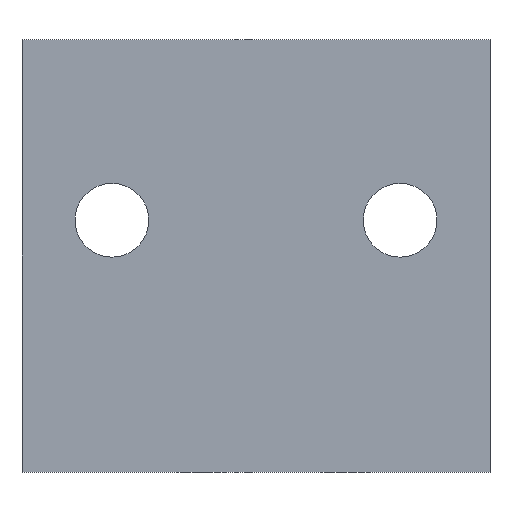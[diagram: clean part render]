
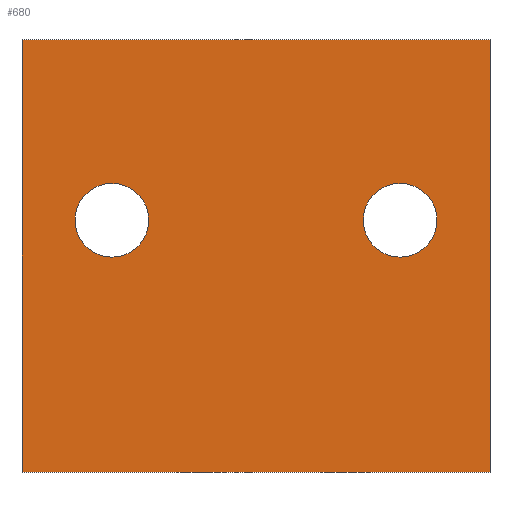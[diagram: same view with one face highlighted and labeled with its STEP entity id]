
A CAD part, front view. The second image highlights one B-rep face of the part: STEP entity #680.
In plain terms, the highlighted planar face has unit normal (0, -1, 0).
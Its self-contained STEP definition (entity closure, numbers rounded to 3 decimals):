
#25 = VECTOR ( 'NONE', #142, 1000. ) ;
#27 = CARTESIAN_POINT ( 'NONE',  ( 0., 0., 37.5 ) ) ;
#37 = CARTESIAN_POINT ( 'NONE',  ( 7.8, 0., 18.65 ) ) ;
#50 = CIRCLE ( 'NONE', #123, 3.2 ) ;
#53 = CARTESIAN_POINT ( 'NONE',  ( 7.8, 0., 21.85 ) ) ;
#73 = CARTESIAN_POINT ( 'NONE',  ( 7.8, 0., 25.05 ) ) ;
#85 = PLANE ( 'NONE',  #99 ) ;
#90 = CARTESIAN_POINT ( 'NONE',  ( 32.8, 0., 18.65 ) ) ;
#92 = EDGE_LOOP ( 'NONE', ( #100, #412, #403, #228 ) ) ;
#93 = DIRECTION ( 'NONE',  ( 0., 0., 1. ) ) ;
#99 = AXIS2_PLACEMENT_3D ( 'NONE', #319, #745, #345 ) ;
#100 = ORIENTED_EDGE ( 'NONE', *, *, #219, .T. ) ;
#115 = VERTEX_POINT ( 'NONE', #125 ) ;
#123 = AXIS2_PLACEMENT_3D ( 'NONE', #53, #404, #350 ) ;
#125 = CARTESIAN_POINT ( 'NONE',  ( 0., 0., 0. ) ) ;
#138 = DIRECTION ( 'NONE',  ( 1., 0., 0. ) ) ;
#142 = DIRECTION ( 'NONE',  ( 0., 0., -1. ) ) ;
#148 = LINE ( 'NONE', #667, #253 ) ;
#153 = ORIENTED_EDGE ( 'NONE', *, *, #601, .T. ) ;
#170 = CIRCLE ( 'NONE', #555, 3.2 ) ;
#172 = CARTESIAN_POINT ( 'NONE',  ( 40.6, 0., 37.5 ) ) ;
#177 = EDGE_CURVE ( 'NONE', #214, #357, #561, .T. ) ;
#197 = LINE ( 'NONE', #257, #25 ) ;
#210 = ORIENTED_EDGE ( 'NONE', *, *, #337, .T. ) ;
#214 = VERTEX_POINT ( 'NONE', #675 ) ;
#219 = EDGE_CURVE ( 'NONE', #115, #709, #148, .T. ) ;
#220 = VERTEX_POINT ( 'NONE', #90 ) ;
#228 = ORIENTED_EDGE ( 'NONE', *, *, #747, .T. ) ;
#253 = VECTOR ( 'NONE', #138, 1000. ) ;
#257 = CARTESIAN_POINT ( 'NONE',  ( 40.6, 0., 8. ) ) ;
#258 = DIRECTION ( 'NONE',  ( 1., 0., 0. ) ) ;
#279 = CARTESIAN_POINT ( 'NONE',  ( 40.6, 0., 0. ) ) ;
#289 = ORIENTED_EDGE ( 'NONE', *, *, #510, .T. ) ;
#313 = DIRECTION ( 'NONE',  ( 0., 1., 0. ) ) ;
#319 = CARTESIAN_POINT ( 'NONE',  ( 0., 0., 8. ) ) ;
#326 = ORIENTED_EDGE ( 'NONE', *, *, #348, .T. ) ;
#330 = AXIS2_PLACEMENT_3D ( 'NONE', #710, #471, #422 ) ;
#337 = EDGE_CURVE ( 'NONE', #467, #744, #50, .T. ) ;
#341 = VECTOR ( 'NONE', #258, 1000. ) ;
#345 = DIRECTION ( 'NONE',  ( 0., 0., 1. ) ) ;
#348 = EDGE_CURVE ( 'NONE', #562, #220, #170, .T. ) ;
#349 = EDGE_LOOP ( 'NONE', ( #326, #289 ) ) ;
#350 = DIRECTION ( 'NONE',  ( 0., 0., 1. ) ) ;
#357 = VERTEX_POINT ( 'NONE', #172 ) ;
#370 = CIRCLE ( 'NONE', #330, 3.2 ) ;
#371 = AXIS2_PLACEMENT_3D ( 'NONE', #375, #313, #93 ) ;
#375 = CARTESIAN_POINT ( 'NONE',  ( 7.8, 0., 21.85 ) ) ;
#381 = FACE_OUTER_BOUND ( 'NONE', #92, .T. ) ;
#384 = FACE_BOUND ( 'NONE', #502, .T. ) ;
#401 = DIRECTION ( 'NONE',  ( 0., 1., 0. ) ) ;
#403 = ORIENTED_EDGE ( 'NONE', *, *, #177, .F. ) ;
#404 = DIRECTION ( 'NONE',  ( 0., 1., 0. ) ) ;
#407 = CARTESIAN_POINT ( 'NONE',  ( 32.8, 0., 21.85 ) ) ;
#412 = ORIENTED_EDGE ( 'NONE', *, *, #668, .F. ) ;
#422 = DIRECTION ( 'NONE',  ( 0., 0., 1. ) ) ;
#443 = VECTOR ( 'NONE', #637, 1000. ) ;
#467 = VERTEX_POINT ( 'NONE', #73 ) ;
#471 = DIRECTION ( 'NONE',  ( 0., 1., 0. ) ) ;
#496 = FACE_BOUND ( 'NONE', #349, .T. ) ;
#502 = EDGE_LOOP ( 'NONE', ( #210, #153 ) ) ;
#510 = EDGE_CURVE ( 'NONE', #220, #562, #370, .T. ) ;
#555 = AXIS2_PLACEMENT_3D ( 'NONE', #407, #401, #699 ) ;
#561 = LINE ( 'NONE', #27, #341 ) ;
#562 = VERTEX_POINT ( 'NONE', #607 ) ;
#568 = CIRCLE ( 'NONE', #371, 3.2 ) ;
#575 = LINE ( 'NONE', #677, #443 ) ;
#601 = EDGE_CURVE ( 'NONE', #744, #467, #568, .T. ) ;
#607 = CARTESIAN_POINT ( 'NONE',  ( 32.8, 0., 25.05 ) ) ;
#637 = DIRECTION ( 'NONE',  ( 0., 0., -1. ) ) ;
#667 = CARTESIAN_POINT ( 'NONE',  ( 0., 0., 0. ) ) ;
#668 = EDGE_CURVE ( 'NONE', #357, #709, #197, .T. ) ;
#675 = CARTESIAN_POINT ( 'NONE',  ( 0., 0., 37.5 ) ) ;
#677 = CARTESIAN_POINT ( 'NONE',  ( 0., 0., 8. ) ) ;
#680 = ADVANCED_FACE ( 'NONE', ( #384, #496, #381 ), #85, .F. ) ;
#699 = DIRECTION ( 'NONE',  ( 0., 0., 1. ) ) ;
#709 = VERTEX_POINT ( 'NONE', #279 ) ;
#710 = CARTESIAN_POINT ( 'NONE',  ( 32.8, 0., 21.85 ) ) ;
#744 = VERTEX_POINT ( 'NONE', #37 ) ;
#745 = DIRECTION ( 'NONE',  ( 0., 1., 0. ) ) ;
#747 = EDGE_CURVE ( 'NONE', #214, #115, #575, .T. ) ;
